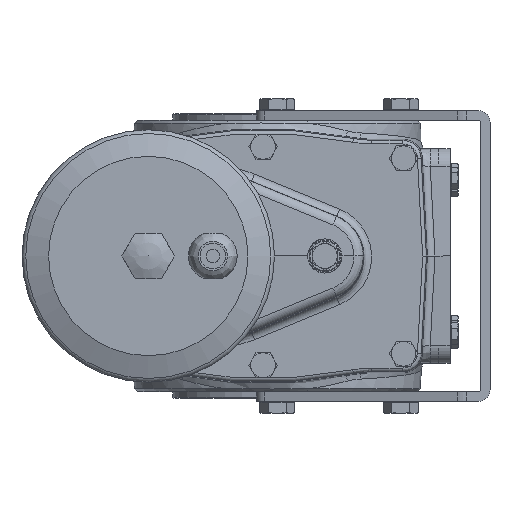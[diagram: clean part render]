
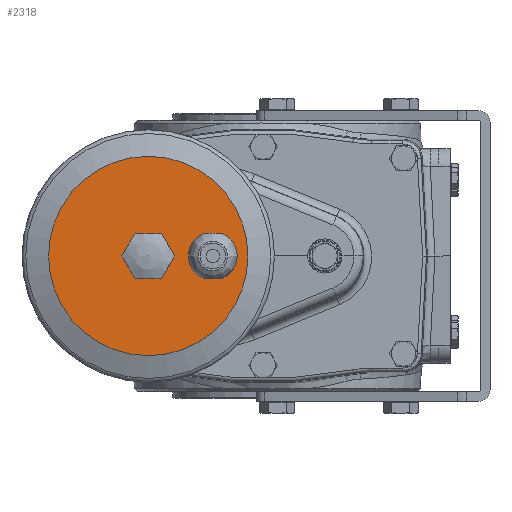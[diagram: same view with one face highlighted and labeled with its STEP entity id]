
A CAD part, left-side view. The second image highlights one B-rep face of the part: STEP entity #2318.
In plain terms, the highlighted planar face has unit normal (-1, 0, 0).
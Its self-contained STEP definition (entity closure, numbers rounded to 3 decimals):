
#2318 = ADVANCED_FACE( '', ( #5205, #5206, #5207 ), #5208, .T. );
#5205 = FACE_BOUND( '', #14223, .T. );
#5206 = FACE_OUTER_BOUND( '', #14224, .T. );
#5207 = FACE_BOUND( '', #14225, .T. );
#5208 = PLANE( '', #14226 );
#14223 = EDGE_LOOP( '', ( #24553, #24554, #24555, #24556 ) );
#14224 = EDGE_LOOP( '', ( #24557 ) );
#14225 = EDGE_LOOP( '', ( #24558, #24559, #24560, #24561, #24562, #24563 ) );
#14226 = AXIS2_PLACEMENT_3D( '', #24564, #24565, #24566 );
#24553 = ORIENTED_EDGE( '', *, *, #28542, .F. );
#24554 = ORIENTED_EDGE( '', *, *, #27541, .F. );
#24555 = ORIENTED_EDGE( '', *, *, #27347, .F. );
#24556 = ORIENTED_EDGE( '', *, *, #28956, .T. );
#24557 = ORIENTED_EDGE( '', *, *, #29158, .T. );
#24558 = ORIENTED_EDGE( '', *, *, #29438, .T. );
#24559 = ORIENTED_EDGE( '', *, *, #29439, .T. );
#24560 = ORIENTED_EDGE( '', *, *, #29440, .T. );
#24561 = ORIENTED_EDGE( '', *, *, #29441, .T. );
#24562 = ORIENTED_EDGE( '', *, *, #28717, .T. );
#24563 = ORIENTED_EDGE( '', *, *, #28837, .T. );
#24564 = CARTESIAN_POINT( '', ( -527.5, 15.5, 0. ) );
#24565 = DIRECTION( '', ( -1., 0., 0. ) );
#24566 = DIRECTION( '', ( 0., -1., 0. ) );
#27347 = EDGE_CURVE( '', #30525, #30528, #30529, .T. );
#27541 = EDGE_CURVE( '', #30528, #30851, #30852, .T. );
#28542 = EDGE_CURVE( '', #30851, #32418, #32419, .T. );
#28717 = EDGE_CURVE( '', #32646, #32650, #32652, .T. );
#28837 = EDGE_CURVE( '', #32650, #32816, #32818, .T. );
#28956 = EDGE_CURVE( '', #30525, #32418, #32977, .T. );
#29158 = EDGE_CURVE( '', #33240, #33240, #33241, .T. );
#29438 = EDGE_CURVE( '', #32816, #33593, #33594, .T. );
#29439 = EDGE_CURVE( '', #33593, #33595, #33596, .T. );
#29440 = EDGE_CURVE( '', #33595, #33597, #33598, .T. );
#29441 = EDGE_CURVE( '', #33597, #32646, #33599, .T. );
#30525 = VERTEX_POINT( '', #35824 );
#30528 = VERTEX_POINT( '', #35828 );
#30529 = CIRCLE( '', #35829, 12.8 );
#30851 = VERTEX_POINT( '', #36496 );
#30852 = LINE( '', #36497, #36498 );
#32418 = VERTEX_POINT( '', #40645 );
#32419 = CIRCLE( '', #40646, 12.8 );
#32646 = VERTEX_POINT( '', #41170 );
#32650 = VERTEX_POINT( '', #41175 );
#32652 = LINE( '', #41178, #41179 );
#32816 = VERTEX_POINT( '', #41606 );
#32818 = LINE( '', #41609, #41610 );
#32977 = LINE( '', #41980, #41981 );
#33240 = VERTEX_POINT( '', #42522 );
#33241 = CIRCLE( '', #42523, 52.5 );
#33593 = VERTEX_POINT( '', #43147 );
#33594 = LINE( '', #43148, #43149 );
#33595 = VERTEX_POINT( '', #43150 );
#33596 = LINE( '', #43151, #43152 );
#33597 = VERTEX_POINT( '', #43153 );
#33598 = LINE( '', #43154, #43155 );
#33599 = LINE( '', #43156, #43157 );
#35824 = CARTESIAN_POINT( '', ( -527.5, 29.546, -12. ) );
#35828 = CARTESIAN_POINT( '', ( -527.5, 29.546, 12. ) );
#35829 = AXIS2_PLACEMENT_3D( '', #44680, #44681, #44682 );
#36496 = CARTESIAN_POINT( '', ( -527.5, 38.454, 12. ) );
#36497 = CARTESIAN_POINT( '', ( -527.5, 29.546, 12. ) );
#36498 = VECTOR( '', #44899, 1000. );
#40645 = CARTESIAN_POINT( '', ( -527.5, 38.454, -12. ) );
#40646 = AXIS2_PLACEMENT_3D( '', #46035, #46036, #46037 );
#41170 = CARTESIAN_POINT( '', ( -527.5, 54.144, 0. ) );
#41175 = CARTESIAN_POINT( '', ( -527.5, 61.072, -12. ) );
#41178 = CARTESIAN_POINT( '', ( -527.5, 54.144, 0. ) );
#41179 = VECTOR( '', #46208, 1000. );
#41606 = CARTESIAN_POINT( '', ( -527.5, 74.928, -12. ) );
#41609 = CARTESIAN_POINT( '', ( -527.5, 61.072, -12. ) );
#41610 = VECTOR( '', #46316, 1000. );
#41980 = CARTESIAN_POINT( '', ( -527.5, 29.546, -12. ) );
#41981 = VECTOR( '', #46434, 1000. );
#42522 = CARTESIAN_POINT( '', ( -527.5, 15.5, 0. ) );
#42523 = AXIS2_PLACEMENT_3D( '', #46612, #46613, #46614 );
#43147 = CARTESIAN_POINT( '', ( -527.5, 81.856, 0. ) );
#43148 = CARTESIAN_POINT( '', ( -527.5, 74.928, -12. ) );
#43149 = VECTOR( '', #46880, 1000. );
#43150 = CARTESIAN_POINT( '', ( -527.5, 74.928, 12. ) );
#43151 = CARTESIAN_POINT( '', ( -527.5, 81.856, 0. ) );
#43152 = VECTOR( '', #46881, 1000. );
#43153 = CARTESIAN_POINT( '', ( -527.5, 61.072, 12. ) );
#43154 = CARTESIAN_POINT( '', ( -527.5, 74.928, 12. ) );
#43155 = VECTOR( '', #46882, 1000. );
#43156 = CARTESIAN_POINT( '', ( -527.5, 61.072, 12. ) );
#43157 = VECTOR( '', #46883, 1000. );
#44680 = CARTESIAN_POINT( '', ( -527.5, 34., 0. ) );
#44681 = DIRECTION( '', ( -1., 0., 0. ) );
#44682 = DIRECTION( '', ( 0., -1., 0. ) );
#44899 = DIRECTION( '', ( 0., 1., 0. ) );
#46035 = CARTESIAN_POINT( '', ( -527.5, 34., 0. ) );
#46036 = DIRECTION( '', ( -1., 0., 0. ) );
#46037 = DIRECTION( '', ( 0., -1., 0. ) );
#46208 = DIRECTION( '', ( 0., 0.5, -0.866 ) );
#46316 = DIRECTION( '', ( 0., 1., 0. ) );
#46434 = DIRECTION( '', ( 0., 1., 0. ) );
#46612 = CARTESIAN_POINT( '', ( -527.5, 68., 0. ) );
#46613 = DIRECTION( '', ( -1., 0., 0. ) );
#46614 = DIRECTION( '', ( 0., -1., 0. ) );
#46880 = DIRECTION( '', ( 0., 0.5, 0.866 ) );
#46881 = DIRECTION( '', ( 0., -0.5, 0.866 ) );
#46882 = DIRECTION( '', ( 0., -1., 0. ) );
#46883 = DIRECTION( '', ( 0., -0.5, -0.866 ) );
